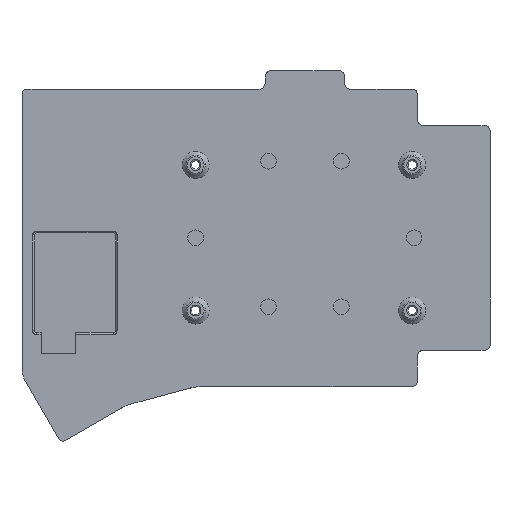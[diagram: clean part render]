
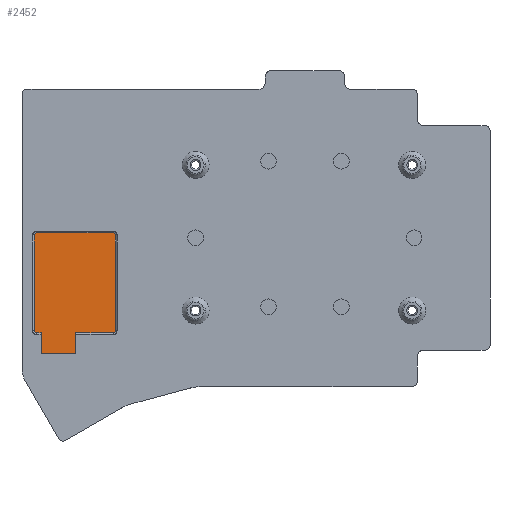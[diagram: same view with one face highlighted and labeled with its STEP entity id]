
A CAD part, top view. The second image highlights one B-rep face of the part: STEP entity #2452.
In plain terms, the highlighted planar face has unit normal (0, 0, 1).
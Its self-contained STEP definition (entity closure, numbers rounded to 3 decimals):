
#1536 = VERTEX_POINT('',#1537);
#1537 = CARTESIAN_POINT('',(131.75,-68.25,0.9));
#1543 = EDGE_CURVE('',#1536,#1544,#1546,.T.);
#1544 = VERTEX_POINT('',#1545);
#1545 = CARTESIAN_POINT('',(131.75,-63.25,0.9));
#1546 = LINE('',#1547,#1548);
#1547 = CARTESIAN_POINT('',(131.75,-68.25,0.9));
#1548 = VECTOR('',#1549,1.);
#1549 = DIRECTION('',(0.,1.,0.));
#1551 = EDGE_CURVE('',#1544,#1552,#1554,.T.);
#1552 = VERTEX_POINT('',#1553);
#1553 = CARTESIAN_POINT('',(131.75,-62.8,0.9));
#1554 = LINE('',#1555,#1556);
#1555 = CARTESIAN_POINT('',(131.75,-59.965,
    0.9));
#1556 = VECTOR('',#1557,1.);
#1557 = DIRECTION('',(0.,1.,0.));
#1599 = VERTEX_POINT('',#1600);
#1600 = CARTESIAN_POINT('',(122.75,-68.25,0.9));
#1606 = EDGE_CURVE('',#1599,#1536,#1607,.T.);
#1607 = LINE('',#1608,#1609);
#1608 = CARTESIAN_POINT('',(122.75,-68.25,0.9));
#1609 = VECTOR('',#1610,1.);
#1610 = DIRECTION('',(1.,0.,0.));
#1656 = VERTEX_POINT('',#1657);
#1657 = CARTESIAN_POINT('',(122.75,-62.8,0.9));
#1664 = EDGE_CURVE('',#1665,#1656,#1667,.T.);
#1665 = VERTEX_POINT('',#1666);
#1666 = CARTESIAN_POINT('',(122.75,-63.25,0.9));
#1667 = LINE('',#1668,#1669);
#1668 = CARTESIAN_POINT('',(122.75,-57.465,
    0.9));
#1669 = VECTOR('',#1670,1.);
#1670 = DIRECTION('',(0.,1.,0.));
#1672 = EDGE_CURVE('',#1665,#1599,#1673,.T.);
#1673 = LINE('',#1674,#1675);
#1674 = CARTESIAN_POINT('',(122.75,-63.25,0.9));
#1675 = VECTOR('',#1676,1.);
#1676 = DIRECTION('',(0.,-1.,0.));
#2355 = VERTEX_POINT('',#2356);
#2356 = CARTESIAN_POINT('',(142.05,-62.25,0.9));
#2365 = VERTEX_POINT('',#2366);
#2366 = CARTESIAN_POINT('',(141.5,-62.8,0.9));
#2373 = EDGE_CURVE('',#2355,#2365,#2374,.T.);
#2374 = CIRCLE('',#2375,0.55);
#2375 = AXIS2_PLACEMENT_3D('',#2376,#2377,#2378);
#2376 = CARTESIAN_POINT('',(141.5,-62.25,0.9));
#2377 = DIRECTION('',(0.,0.,-1.));
#2378 = DIRECTION('',(1.,0.,0.));
#2389 = VERTEX_POINT('',#2390);
#2390 = CARTESIAN_POINT('',(142.05,-37.25,0.9));
#2397 = EDGE_CURVE('',#2389,#2355,#2398,.T.);
#2398 = LINE('',#2399,#2400);
#2399 = CARTESIAN_POINT('',(142.05,-37.25,0.9));
#2400 = VECTOR('',#2401,1.);
#2401 = DIRECTION('',(0.,-1.,0.));
#2414 = EDGE_CURVE('',#2365,#1552,#2415,.T.);
#2415 = LINE('',#2416,#2417);
#2416 = CARTESIAN_POINT('',(141.5,-62.8,0.9));
#2417 = VECTOR('',#2418,1.);
#2418 = DIRECTION('',(-1.,0.,0.));
#2431 = VERTEX_POINT('',#2432);
#2432 = CARTESIAN_POINT('',(141.5,-36.7,0.9));
#2441 = EDGE_CURVE('',#2431,#2389,#2442,.T.);
#2442 = CIRCLE('',#2443,0.55);
#2443 = AXIS2_PLACEMENT_3D('',#2444,#2445,#2446);
#2444 = CARTESIAN_POINT('',(141.5,-37.25,0.9));
#2445 = DIRECTION('',(0.,0.,-1.));
#2446 = DIRECTION('',(0.,1.,0.));
#2452 = ADVANCED_FACE('',(#2453),#2504,.T.);
#2453 = FACE_BOUND('',#2454,.F.);
#2454 = EDGE_LOOP('',(#2455,#2456,#2464,#2473,#2481,#2490,#2496,#2497,
    #2498,#2499,#2500,#2501,#2502,#2503));
#2455 = ORIENTED_EDGE('',*,*,#1664,.T.);
#2456 = ORIENTED_EDGE('',*,*,#2457,.T.);
#2457 = EDGE_CURVE('',#1656,#2458,#2460,.T.);
#2458 = VERTEX_POINT('',#2459);
#2459 = CARTESIAN_POINT('',(121.5,-62.8,0.9));
#2460 = LINE('',#2461,#2462);
#2461 = CARTESIAN_POINT('',(122.75,-62.8,0.9));
#2462 = VECTOR('',#2463,1.);
#2463 = DIRECTION('',(-1.,0.,0.));
#2464 = ORIENTED_EDGE('',*,*,#2465,.T.);
#2465 = EDGE_CURVE('',#2458,#2466,#2468,.T.);
#2466 = VERTEX_POINT('',#2467);
#2467 = CARTESIAN_POINT('',(120.95,-62.25,0.9));
#2468 = CIRCLE('',#2469,0.55);
#2469 = AXIS2_PLACEMENT_3D('',#2470,#2471,#2472);
#2470 = CARTESIAN_POINT('',(121.5,-62.25,0.9));
#2471 = DIRECTION('',(0.,0.,-1.));
#2472 = DIRECTION('',(0.,-1.,0.));
#2473 = ORIENTED_EDGE('',*,*,#2474,.T.);
#2474 = EDGE_CURVE('',#2466,#2475,#2477,.T.);
#2475 = VERTEX_POINT('',#2476);
#2476 = CARTESIAN_POINT('',(120.95,-37.25,0.9));
#2477 = LINE('',#2478,#2479);
#2478 = CARTESIAN_POINT('',(120.95,-62.25,0.9));
#2479 = VECTOR('',#2480,1.);
#2480 = DIRECTION('',(0.,1.,0.));
#2481 = ORIENTED_EDGE('',*,*,#2482,.T.);
#2482 = EDGE_CURVE('',#2475,#2483,#2485,.T.);
#2483 = VERTEX_POINT('',#2484);
#2484 = CARTESIAN_POINT('',(121.5,-36.7,0.9));
#2485 = CIRCLE('',#2486,0.55);
#2486 = AXIS2_PLACEMENT_3D('',#2487,#2488,#2489);
#2487 = CARTESIAN_POINT('',(121.5,-37.25,0.9));
#2488 = DIRECTION('',(0.,0.,-1.));
#2489 = DIRECTION('',(-1.,0.,0.));
#2490 = ORIENTED_EDGE('',*,*,#2491,.T.);
#2491 = EDGE_CURVE('',#2483,#2431,#2492,.T.);
#2492 = LINE('',#2493,#2494);
#2493 = CARTESIAN_POINT('',(121.5,-36.7,0.9));
#2494 = VECTOR('',#2495,1.);
#2495 = DIRECTION('',(1.,0.,0.));
#2496 = ORIENTED_EDGE('',*,*,#2441,.T.);
#2497 = ORIENTED_EDGE('',*,*,#2397,.T.);
#2498 = ORIENTED_EDGE('',*,*,#2373,.T.);
#2499 = ORIENTED_EDGE('',*,*,#2414,.T.);
#2500 = ORIENTED_EDGE('',*,*,#1551,.F.);
#2501 = ORIENTED_EDGE('',*,*,#1543,.F.);
#2502 = ORIENTED_EDGE('',*,*,#1606,.F.);
#2503 = ORIENTED_EDGE('',*,*,#1672,.F.);
#2504 = PLANE('',#2505);
#2505 = AXIS2_PLACEMENT_3D('',#2506,#2507,#2508);
#2506 = CARTESIAN_POINT('',(131.1,-51.68,0.9
    ));
#2507 = DIRECTION('',(0.,0.,1.));
#2508 = DIRECTION('',(1.,0.,0.));
